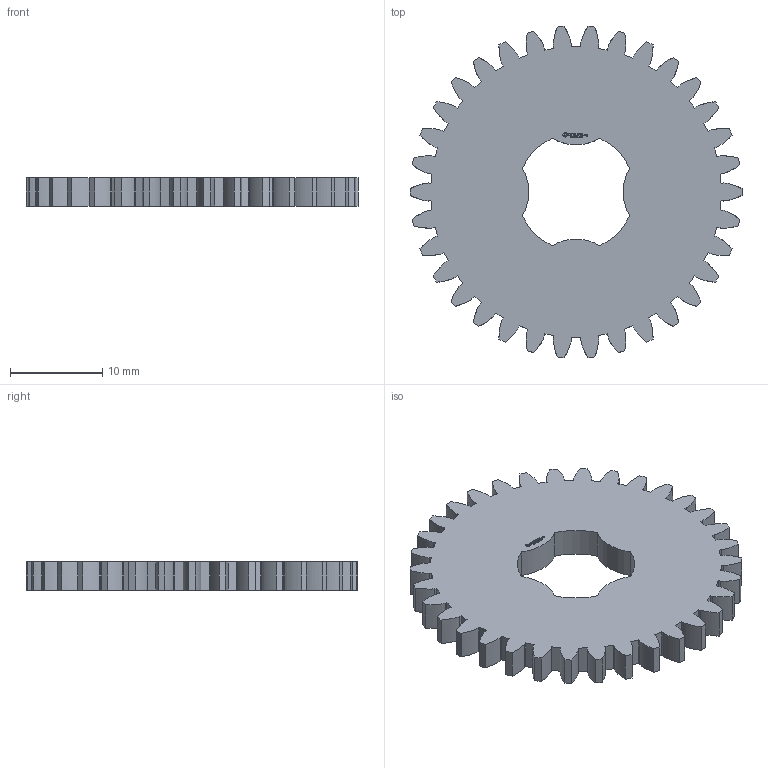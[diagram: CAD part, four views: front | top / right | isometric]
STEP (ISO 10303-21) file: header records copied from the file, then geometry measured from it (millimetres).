
FILE_DESCRIPTION(('FreeCAD Model'),'2;1');
FILE_NAME('Open CASCADE Shape Model','2024-03-09T19:41:42',(''),(''), 'Open CASCADE STEP processor 7.6','FreeCAD','Unknown');
FILE_SCHEMA(('AUTOMOTIVE_DESIGN { 1 0 10303 214 1 1 1 1 }'));
Products named in the file (1): Gear Wheel PLN TTH34 BU00.25 SFT-SHD - SPN-GWH-0113 (stemfie.org)
Bounding box: 35.99 x 35.91 x 3.12 mm (x, y, z)
Volume: 2462.8 mm3; surface area: 2392.9 mm2
Topology: 1 solids, 1 shells, 673 faces, 1926 edges, 1284 vertices
Faces by surface type: extrusion 334, plane 331, cylinder 8
Entity records: 57762 total; most frequent: CARTESIAN_POINT 16876, DIRECTION 5472, VECTOR 4744, LINE 4410, ORIENTED_EDGE 3852, PCURVE 3852, DEFINITIONAL_REPRESENTATION 3852, EDGE_CURVE 1926
